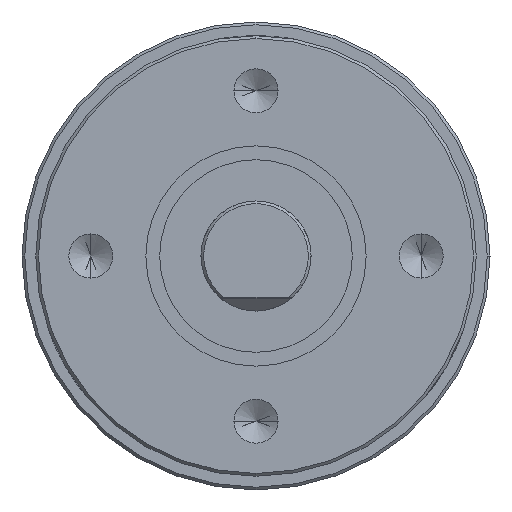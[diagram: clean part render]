
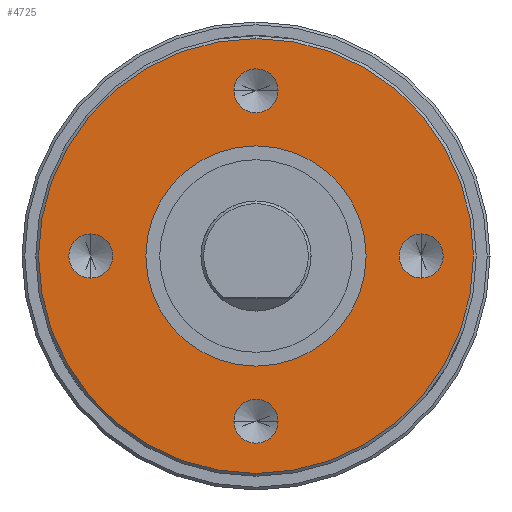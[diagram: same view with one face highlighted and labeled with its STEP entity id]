
A CAD part, left-side view. The second image highlights one B-rep face of the part: STEP entity #4725.
In plain terms, the highlighted planar face has unit normal (-1, 0, 0).
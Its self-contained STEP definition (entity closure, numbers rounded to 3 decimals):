
#558=CARTESIAN_POINT('',(-12.4,0.,0.));
#559=DIRECTION('',(-1.,0.,0.));
#560=DIRECTION('',(0.,0.,-1.));
#561=AXIS2_PLACEMENT_3D('',#558,#559,#560);
#563=CARTESIAN_POINT('',(-12.4,0.,0.));
#564=DIRECTION('',(-1.,0.,0.));
#565=DIRECTION('',(0.,0.,1.));
#566=AXIS2_PLACEMENT_3D('',#563,#564,#565);
#568=CARTESIAN_POINT('',(-12.4,-6.,0.));
#569=DIRECTION('',(-1.,0.,0.));
#570=DIRECTION('',(0.,0.,-1.));
#571=AXIS2_PLACEMENT_3D('',#568,#569,#570);
#573=CARTESIAN_POINT('',(-12.4,-6.,0.));
#574=DIRECTION('',(-1.,0.,0.));
#575=DIRECTION('',(0.,0.,1.));
#576=AXIS2_PLACEMENT_3D('',#573,#574,#575);
#578=CARTESIAN_POINT('',(-12.4,0.,-6.));
#579=DIRECTION('',(-1.,0.,0.));
#580=DIRECTION('',(0.,1.,0.));
#581=AXIS2_PLACEMENT_3D('',#578,#579,#580);
#583=CARTESIAN_POINT('',(-12.4,0.,-6.));
#584=DIRECTION('',(-1.,0.,0.));
#585=DIRECTION('',(0.,-1.,0.));
#586=AXIS2_PLACEMENT_3D('',#583,#584,#585);
#588=CARTESIAN_POINT('',(-12.4,6.,0.));
#589=DIRECTION('',(-1.,0.,0.));
#590=DIRECTION('',(0.,0.,1.));
#591=AXIS2_PLACEMENT_3D('',#588,#589,#590);
#593=CARTESIAN_POINT('',(-12.4,6.,0.));
#594=DIRECTION('',(-1.,0.,0.));
#595=DIRECTION('',(0.,0.,-1.));
#596=AXIS2_PLACEMENT_3D('',#593,#594,#595);
#598=CARTESIAN_POINT('',(-12.4,0.,6.));
#599=DIRECTION('',(-1.,0.,0.));
#600=DIRECTION('',(0.,-1.,0.));
#601=AXIS2_PLACEMENT_3D('',#598,#599,#600);
#603=CARTESIAN_POINT('',(-12.4,0.,6.));
#604=DIRECTION('',(-1.,0.,0.));
#605=DIRECTION('',(0.,1.,0.));
#606=AXIS2_PLACEMENT_3D('',#603,#604,#605);
#620=CARTESIAN_POINT('',(-12.4,0.,0.));
#621=DIRECTION('',(-1.,0.,0.));
#622=DIRECTION('',(0.,0.,-1.));
#623=AXIS2_PLACEMENT_3D('',#620,#621,#622);
#625=CARTESIAN_POINT('',(-12.4,0.,0.));
#626=DIRECTION('',(1.,0.,0.));
#627=DIRECTION('',(0.,0.,-1.));
#628=AXIS2_PLACEMENT_3D('',#625,#626,#627);
#3734=CARTESIAN_POINT('',(-12.4,0.,-4.));
#3736=VERTEX_POINT('',#3734);
#3742=CARTESIAN_POINT('',(-12.4,0.,4.));
#3744=VERTEX_POINT('',#3742);
#3762=CARTESIAN_POINT('',(-12.4,-6.,-0.8));
#3763=CARTESIAN_POINT('',(-12.4,-6.,0.8));
#3764=VERTEX_POINT('',#3762);
#3765=VERTEX_POINT('',#3763);
#3772=CARTESIAN_POINT('',(-12.4,0.8,-6.));
#3773=CARTESIAN_POINT('',(-12.4,-0.8,-6.));
#3774=VERTEX_POINT('',#3772);
#3775=VERTEX_POINT('',#3773);
#3782=CARTESIAN_POINT('',(-12.4,6.,0.8));
#3783=CARTESIAN_POINT('',(-12.4,6.,-0.8));
#3784=VERTEX_POINT('',#3782);
#3785=VERTEX_POINT('',#3783);
#3792=CARTESIAN_POINT('',(-12.4,-0.8,6.));
#3793=CARTESIAN_POINT('',(-12.4,0.8,6.));
#3794=VERTEX_POINT('',#3792);
#3795=VERTEX_POINT('',#3793);
#3820=CARTESIAN_POINT('',(-12.4,0.,-7.9));
#3821=CARTESIAN_POINT('',(-12.4,0.,7.9));
#3822=VERTEX_POINT('',#3820);
#3823=VERTEX_POINT('',#3821);
#4685=CARTESIAN_POINT('',(-12.4,0.,0.));
#4686=DIRECTION('',(1.,0.,0.));
#4687=DIRECTION('',(0.,0.,1.));
#4688=AXIS2_PLACEMENT_3D('',#4685,#4686,#4687);
#4689=PLANE('',#4688);
#4691=ORIENTED_EDGE('',*,*,#4690,.F.);
#4692=ORIENTED_EDGE('',*,*,#4675,.F.);
#4693=EDGE_LOOP('',(#4691,#4692));
#4694=FACE_OUTER_BOUND('',#4693,.F.);
#4696=ORIENTED_EDGE('',*,*,#4695,.T.);
#4698=ORIENTED_EDGE('',*,*,#4697,.F.);
#4699=EDGE_LOOP('',(#4696,#4698));
#4700=FACE_BOUND('',#4699,.F.);
#4702=ORIENTED_EDGE('',*,*,#4701,.T.);
#4704=ORIENTED_EDGE('',*,*,#4703,.T.);
#4705=EDGE_LOOP('',(#4702,#4704));
#4706=FACE_BOUND('',#4705,.F.);
#4708=ORIENTED_EDGE('',*,*,#4707,.T.);
#4710=ORIENTED_EDGE('',*,*,#4709,.T.);
#4711=EDGE_LOOP('',(#4708,#4710));
#4712=FACE_BOUND('',#4711,.F.);
#4714=ORIENTED_EDGE('',*,*,#4713,.T.);
#4716=ORIENTED_EDGE('',*,*,#4715,.T.);
#4717=EDGE_LOOP('',(#4714,#4716));
#4718=FACE_BOUND('',#4717,.F.);
#4720=ORIENTED_EDGE('',*,*,#4719,.T.);
#4722=ORIENTED_EDGE('',*,*,#4721,.T.);
#4723=EDGE_LOOP('',(#4720,#4722));
#4724=FACE_BOUND('',#4723,.F.);
#4725=ADVANCED_FACE('',(#4694,#4700,#4706,#4712,#4718,#4724),#4689,.F.);
#562=CIRCLE('',#561,7.9);
#567=CIRCLE('',#566,7.9);
#572=CIRCLE('',#571,0.8);
#577=CIRCLE('',#576,0.8);
#582=CIRCLE('',#581,0.8);
#587=CIRCLE('',#586,0.8);
#592=CIRCLE('',#591,0.8);
#597=CIRCLE('',#596,0.8);
#602=CIRCLE('',#601,0.8);
#607=CIRCLE('',#606,0.8);
#624=CIRCLE('',#623,4.);
#629=CIRCLE('',#628,4.);
#4675=EDGE_CURVE('',#3823,#3822,#567,.T.);
#4690=EDGE_CURVE('',#3822,#3823,#562,.T.);
#4695=EDGE_CURVE('',#3736,#3744,#624,.T.);
#4697=EDGE_CURVE('',#3736,#3744,#629,.T.);
#4701=EDGE_CURVE('',#3764,#3765,#572,.T.);
#4703=EDGE_CURVE('',#3765,#3764,#577,.T.);
#4707=EDGE_CURVE('',#3774,#3775,#582,.T.);
#4709=EDGE_CURVE('',#3775,#3774,#587,.T.);
#4713=EDGE_CURVE('',#3784,#3785,#592,.T.);
#4715=EDGE_CURVE('',#3785,#3784,#597,.T.);
#4719=EDGE_CURVE('',#3794,#3795,#602,.T.);
#4721=EDGE_CURVE('',#3795,#3794,#607,.T.);
